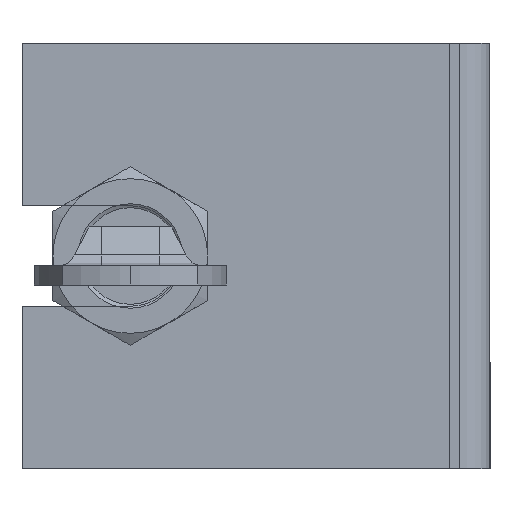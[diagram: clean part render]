
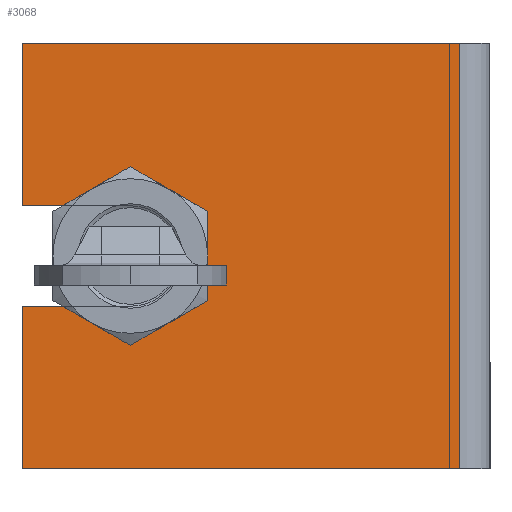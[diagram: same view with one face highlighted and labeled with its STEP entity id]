
A CAD part, left-side view. The second image highlights one B-rep face of the part: STEP entity #3068.
In plain terms, the highlighted face is planar.
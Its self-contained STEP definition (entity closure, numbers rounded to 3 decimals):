
#171 = ORIENTED_EDGE ( 'NONE', *, *, #1894, .T. ) ;
#208 = EDGE_CURVE ( 'NONE', #3177, #3255, #1813, .T. ) ;
#379 = ORIENTED_EDGE ( 'NONE', *, *, #1137, .F. ) ;
#385 = CARTESIAN_POINT ( 'NONE',  ( -2.6, 5.6, -1.6 ) ) ;
#414 = VERTEX_POINT ( 'NONE', #1575 ) ;
#415 = DIRECTION ( 'NONE',  ( 0., 1., 0. ) ) ;
#441 = EDGE_CURVE ( 'NONE', #2641, #2962, #1432, .T. ) ;
#491 = VECTOR ( 'NONE', #2395, 1000. ) ;
#579 = LINE ( 'NONE', #1340, #3247 ) ;
#586 = VERTEX_POINT ( 'NONE', #1903 ) ;
#699 = CARTESIAN_POINT ( 'NONE',  ( 11., -17., -1.6 ) ) ;
#774 = VERTEX_POINT ( 'NONE', #891 ) ;
#810 = EDGE_CURVE ( 'NONE', #774, #2641, #3166, .T. ) ;
#858 = CARTESIAN_POINT ( 'NONE',  ( 0., 0., -1.6 ) ) ;
#891 = CARTESIAN_POINT ( 'NONE',  ( -2.6, 0., -1.6 ) ) ;
#914 = AXIS2_PLACEMENT_3D ( 'NONE', #858, #2574, #1474 ) ;
#940 = ORIENTED_EDGE ( 'NONE', *, *, #3209, .F. ) ;
#1127 = EDGE_LOOP ( 'NONE', ( #379, #1682, #2646, #940, #171, #1759, #2233, #3184 ) ) ;
#1137 = EDGE_CURVE ( 'NONE', #3177, #414, #1199, .T. ) ;
#1191 = EDGE_CURVE ( 'NONE', #414, #2962, #579, .T. ) ;
#1199 = LINE ( 'NONE', #2173, #2595 ) ;
#1252 = CARTESIAN_POINT ( 'NONE',  ( -11., 5.6, -1.6 ) ) ;
#1275 = FACE_OUTER_BOUND ( 'NONE', #1127, .T. ) ;
#1340 = CARTESIAN_POINT ( 'NONE',  ( 11., 5.6, -1.6 ) ) ;
#1372 = LINE ( 'NONE', #1252, #2852 ) ;
#1432 = LINE ( 'NONE', #2973, #491 ) ;
#1474 = DIRECTION ( 'NONE',  ( 1., 0., 0. ) ) ;
#1540 = CARTESIAN_POINT ( 'NONE',  ( 2.6, 5.6, -1.6 ) ) ;
#1575 = CARTESIAN_POINT ( 'NONE',  ( 11., 5.6, -1.6 ) ) ;
#1586 = VECTOR ( 'NONE', #2234, 1000. ) ;
#1593 = DIRECTION ( 'NONE',  ( -1., 0., 0. ) ) ;
#1635 = VERTEX_POINT ( 'NONE', #385 ) ;
#1663 = EDGE_CURVE ( 'NONE', #3255, #586, #1372, .T. ) ;
#1682 = ORIENTED_EDGE ( 'NONE', *, *, #208, .T. ) ;
#1759 = ORIENTED_EDGE ( 'NONE', *, *, #810, .T. ) ;
#1813 = LINE ( 'NONE', #3540, #3084 ) ;
#1894 = EDGE_CURVE ( 'NONE', #1635, #774, #3241, .T. ) ;
#1901 = CARTESIAN_POINT ( 'NONE',  ( 2.6, 0., -1.6 ) ) ;
#1903 = CARTESIAN_POINT ( 'NONE',  ( -11., 5.6, -1.6 ) ) ;
#2048 = DIRECTION ( 'NONE',  ( -1., 0., 0. ) ) ;
#2054 = CARTESIAN_POINT ( 'NONE',  ( 11., 5.6, -1.6 ) ) ;
#2111 = LINE ( 'NONE', #3248, #3417 ) ;
#2173 = CARTESIAN_POINT ( 'NONE',  ( 11., 5.6, -1.6 ) ) ;
#2220 = CARTESIAN_POINT ( 'NONE',  ( -11., -17., -1.6 ) ) ;
#2233 = ORIENTED_EDGE ( 'NONE', *, *, #441, .T. ) ;
#2234 = DIRECTION ( 'NONE',  ( 0., -1., 0. ) ) ;
#2344 = PLANE ( 'NONE',  #3314 ) ;
#2395 = DIRECTION ( 'NONE',  ( 0., 1., 0. ) ) ;
#2458 = CARTESIAN_POINT ( 'NONE',  ( -2.6, 0., -1.6 ) ) ;
#2574 = DIRECTION ( 'NONE',  ( 0., 0., 1. ) ) ;
#2595 = VECTOR ( 'NONE', #3033, 1000. ) ;
#2641 = VERTEX_POINT ( 'NONE', #1901 ) ;
#2646 = ORIENTED_EDGE ( 'NONE', *, *, #1663, .T. ) ;
#2852 = VECTOR ( 'NONE', #415, 1000. ) ;
#2962 = VERTEX_POINT ( 'NONE', #1540 ) ;
#2973 = CARTESIAN_POINT ( 'NONE',  ( 2.6, 5.6, -1.6 ) ) ;
#3016 = DIRECTION ( 'NONE',  ( -1., 0., 0. ) ) ;
#3033 = DIRECTION ( 'NONE',  ( 0., 1., 0. ) ) ;
#3068 = ADVANCED_FACE ( 'NONE', ( #1275 ), #2344, .F. ) ;
#3084 = VECTOR ( 'NONE', #2048, 1000. ) ;
#3166 = CIRCLE ( 'NONE', #914, 2.6 ) ;
#3177 = VERTEX_POINT ( 'NONE', #699 ) ;
#3184 = ORIENTED_EDGE ( 'NONE', *, *, #1191, .F. ) ;
#3201 = DIRECTION ( 'NONE',  ( 0., -1., 0. ) ) ;
#3209 = EDGE_CURVE ( 'NONE', #1635, #586, #2111, .T. ) ;
#3241 = LINE ( 'NONE', #2458, #1586 ) ;
#3247 = VECTOR ( 'NONE', #3016, 1000. ) ;
#3248 = CARTESIAN_POINT ( 'NONE',  ( 11., 5.6, -1.6 ) ) ;
#3255 = VERTEX_POINT ( 'NONE', #2220 ) ;
#3314 = AXIS2_PLACEMENT_3D ( 'NONE', #2054, #3463, #3201 ) ;
#3417 = VECTOR ( 'NONE', #1593, 1000. ) ;
#3463 = DIRECTION ( 'NONE',  ( 0., 0., 1. ) ) ;
#3540 = CARTESIAN_POINT ( 'NONE',  ( 11., -17., -1.6 ) ) ;
